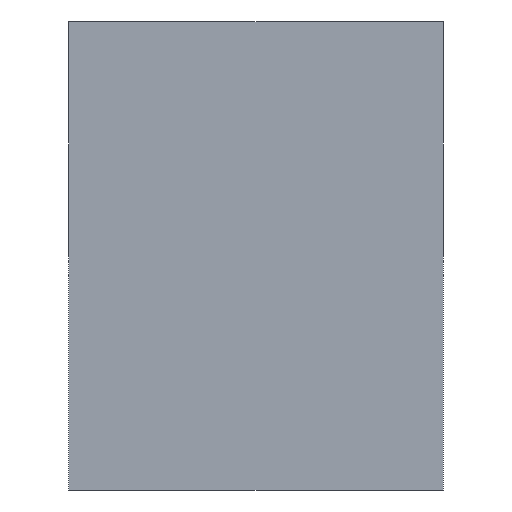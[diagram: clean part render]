
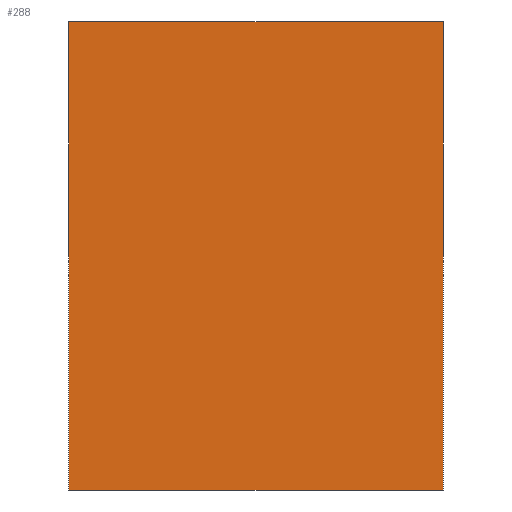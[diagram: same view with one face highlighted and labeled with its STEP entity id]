
A CAD part, front view. The second image highlights one B-rep face of the part: STEP entity #288.
In plain terms, the highlighted planar face has unit normal (0, -1, 0).
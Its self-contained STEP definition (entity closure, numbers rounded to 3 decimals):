
#29=FACE_OUTER_BOUND('',#47,.T.);
#47=EDGE_LOOP('',(#242,#243,#244,#245));
#74=LINE('',#443,#110);
#77=LINE('',#448,#113);
#78=LINE('',#452,#114);
#84=LINE('',#463,#120);
#110=VECTOR('',#361,10.);
#113=VECTOR('',#366,10.);
#114=VECTOR('',#371,10.);
#120=VECTOR('',#383,10.);
#140=VERTEX_POINT('',#440);
#141=VERTEX_POINT('',#442);
#142=VERTEX_POINT('',#446);
#143=VERTEX_POINT('',#451);
#170=EDGE_CURVE('',#140,#141,#74,.T.);
#173=EDGE_CURVE('',#142,#140,#77,.T.);
#174=EDGE_CURVE('',#143,#141,#78,.T.);
#180=EDGE_CURVE('',#142,#143,#84,.T.);
#242=ORIENTED_EDGE('',*,*,#180,.T.);
#243=ORIENTED_EDGE('',*,*,#174,.T.);
#244=ORIENTED_EDGE('',*,*,#170,.F.);
#245=ORIENTED_EDGE('',*,*,#173,.F.);
#267=PLANE('',#318);
#288=ADVANCED_FACE('',(#29),#267,.T.);
#318=AXIS2_PLACEMENT_3D('',#464,#384,#385);
#361=DIRECTION('',(1.,0.,0.));
#366=DIRECTION('',(0.,0.,1.));
#371=DIRECTION('',(0.,0.,1.));
#383=DIRECTION('',(1.,0.,0.));
#384=DIRECTION('center_axis',(0.,-1.,0.));
#385=DIRECTION('ref_axis',(1.,0.,0.));
#440=CARTESIAN_POINT('',(-0.2,9.6,0.25));
#442=CARTESIAN_POINT('',(0.,9.6,0.25));
#443=CARTESIAN_POINT('',(-0.2,9.6,0.25));
#446=CARTESIAN_POINT('',(-0.2,9.6,0.));
#448=CARTESIAN_POINT('',(-0.2,9.6,0.));
#451=CARTESIAN_POINT('',(0.,9.6,0.));
#452=CARTESIAN_POINT('',(0.,9.6,0.));
#463=CARTESIAN_POINT('',(-0.2,9.6,0.));
#464=CARTESIAN_POINT('Origin',(-0.2,9.6,0.));
